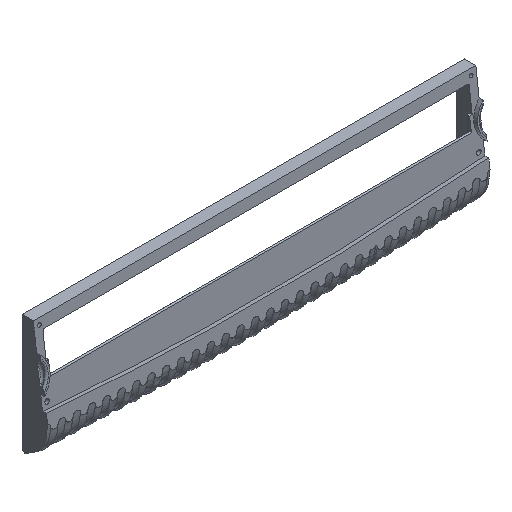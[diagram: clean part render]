
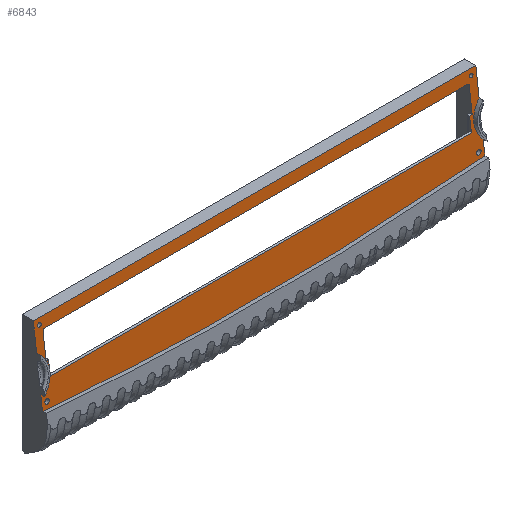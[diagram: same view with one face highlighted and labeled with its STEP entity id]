
A CAD part, isometric view. The second image highlights one B-rep face of the part: STEP entity #6843.
In plain terms, the highlighted planar face has unit normal (0, -0.993, 0.122).
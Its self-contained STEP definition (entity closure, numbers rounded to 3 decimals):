
#21=ELLIPSE('',#7245,1.511,1.5);
#22=ELLIPSE('',#7246,1.511,1.5);
#188=FACE_BOUND('',#985,.T.);
#189=FACE_BOUND('',#986,.T.);
#190=FACE_BOUND('',#987,.T.);
#191=FACE_BOUND('',#988,.T.);
#192=FACE_BOUND('',#989,.T.);
#270=CIRCLE('',#7247,1.45);
#271=CIRCLE('',#7248,1.45);
#272=CIRCLE('',#7249,1.75);
#273=CIRCLE('',#7250,1.75);
#453=PLANE('',#7244);
#614=FACE_OUTER_BOUND('',#984,.T.);
#984=EDGE_LOOP('',(#4854,#4855,#4856,#4857,#4858,#4859,#4860,#4861));
#985=EDGE_LOOP('',(#4862,#4863,#4864,#4865,#4866,#4867,#4868,#4869,#4870,
#4871));
#986=EDGE_LOOP('',(#4872));
#987=EDGE_LOOP('',(#4873));
#988=EDGE_LOOP('',(#4874));
#989=EDGE_LOOP('',(#4875));
#1381=LINE('',#11610,#1682);
#1384=LINE('',#11625,#1685);
#1385=LINE('',#11633,#1686);
#1386=LINE('',#11635,#1687);
#1387=LINE('',#11637,#1688);
#1388=LINE('',#11644,#1689);
#1389=LINE('',#11646,#1690);
#1390=LINE('',#11648,#1691);
#1391=LINE('',#11650,#1692);
#1392=LINE('',#11654,#1693);
#1393=LINE('',#11658,#1694);
#1394=LINE('',#11659,#1695);
#1682=VECTOR('',#7875,10.);
#1685=VECTOR('',#7880,10.);
#1686=VECTOR('',#7881,10.);
#1687=VECTOR('',#7882,10.);
#1688=VECTOR('',#7883,10.);
#1689=VECTOR('',#7884,10.);
#1690=VECTOR('',#7885,10.);
#1691=VECTOR('',#7886,10.);
#1692=VECTOR('',#7887,10.);
#1693=VECTOR('',#7890,10.);
#1694=VECTOR('',#7893,10.);
#1695=VECTOR('',#7894,10.);
#2043=B_SPLINE_CURVE_WITH_KNOTS('',3,(#11602,#11603,#11604,#11605,#11606,
#11607),.UNSPECIFIED.,.F.,.F.,(4,1,1,4),(-34.085,-24.346,-4.869,
0.),.UNSPECIFIED.);
#2044=B_SPLINE_CURVE_WITH_KNOTS('',3,(#11617,#11618,#11619,#11620,#11621,
#11622,#11623),.UNSPECIFIED.,.F.,.F.,(4,3,4),(0.001,0.5,
0.999),.UNSPECIFIED.);
#2045=B_SPLINE_CURVE_WITH_KNOTS('',4,(#11627,#11628,#11629,#11630,#11631),
 .UNSPECIFIED.,.F.,.F.,(5,5),(-0.989,-0.006),
 .UNSPECIFIED.);
#2046=B_SPLINE_CURVE_WITH_KNOTS('',4,(#11639,#11640,#11641,#11642,#11643),
 .UNSPECIFIED.,.F.,.F.,(5,5),(0.006,0.989),
 .UNSPECIFIED.);
#2710=VERTEX_POINT('',#11550);
#2711=VERTEX_POINT('',#11576);
#2712=VERTEX_POINT('',#11609);
#2714=VERTEX_POINT('',#11615);
#2715=VERTEX_POINT('',#11616);
#2716=VERTEX_POINT('',#11624);
#2717=VERTEX_POINT('',#11626);
#2718=VERTEX_POINT('',#11632);
#2719=VERTEX_POINT('',#11634);
#2720=VERTEX_POINT('',#11636);
#2721=VERTEX_POINT('',#11638);
#2722=VERTEX_POINT('',#11645);
#2723=VERTEX_POINT('',#11647);
#2724=VERTEX_POINT('',#11649);
#2725=VERTEX_POINT('',#11651);
#2726=VERTEX_POINT('',#11653);
#2727=VERTEX_POINT('',#11655);
#2728=VERTEX_POINT('',#11657);
#2729=VERTEX_POINT('',#11660);
#2730=VERTEX_POINT('',#11662);
#2731=VERTEX_POINT('',#11664);
#2732=VERTEX_POINT('',#11666);
#3560=EDGE_CURVE('',#2711,#2710,#2043,.T.);
#3561=EDGE_CURVE('',#2712,#2710,#1381,.T.);
#3564=EDGE_CURVE('',#2714,#2715,#2044,.T.);
#3565=EDGE_CURVE('',#2716,#2714,#1384,.T.);
#3566=EDGE_CURVE('',#2716,#2717,#2045,.T.);
#3567=EDGE_CURVE('',#2718,#2717,#1385,.T.);
#3568=EDGE_CURVE('',#2719,#2718,#1386,.T.);
#3569=EDGE_CURVE('',#2719,#2720,#1387,.T.);
#3570=EDGE_CURVE('',#2720,#2721,#2046,.T.);
#3571=EDGE_CURVE('',#2721,#2715,#1388,.T.);
#3572=EDGE_CURVE('',#2711,#2722,#1389,.T.);
#3573=EDGE_CURVE('',#2723,#2722,#1390,.T.);
#3574=EDGE_CURVE('',#2724,#2723,#1391,.T.);
#3575=EDGE_CURVE('',#2725,#2724,#21,.T.);
#3576=EDGE_CURVE('',#2725,#2726,#1392,.T.);
#3577=EDGE_CURVE('',#2726,#2727,#22,.T.);
#3578=EDGE_CURVE('',#2728,#2727,#1393,.T.);
#3579=EDGE_CURVE('',#2712,#2728,#1394,.T.);
#3580=EDGE_CURVE('',#2729,#2729,#270,.T.);
#3581=EDGE_CURVE('',#2730,#2730,#271,.T.);
#3582=EDGE_CURVE('',#2731,#2731,#272,.T.);
#3583=EDGE_CURVE('',#2732,#2732,#273,.T.);
#4854=ORIENTED_EDGE('',*,*,#3564,.F.);
#4855=ORIENTED_EDGE('',*,*,#3565,.F.);
#4856=ORIENTED_EDGE('',*,*,#3566,.T.);
#4857=ORIENTED_EDGE('',*,*,#3567,.F.);
#4858=ORIENTED_EDGE('',*,*,#3568,.F.);
#4859=ORIENTED_EDGE('',*,*,#3569,.T.);
#4860=ORIENTED_EDGE('',*,*,#3570,.T.);
#4861=ORIENTED_EDGE('',*,*,#3571,.T.);
#4862=ORIENTED_EDGE('',*,*,#3572,.T.);
#4863=ORIENTED_EDGE('',*,*,#3573,.F.);
#4864=ORIENTED_EDGE('',*,*,#3574,.F.);
#4865=ORIENTED_EDGE('',*,*,#3575,.F.);
#4866=ORIENTED_EDGE('',*,*,#3576,.T.);
#4867=ORIENTED_EDGE('',*,*,#3577,.T.);
#4868=ORIENTED_EDGE('',*,*,#3578,.F.);
#4869=ORIENTED_EDGE('',*,*,#3579,.F.);
#4870=ORIENTED_EDGE('',*,*,#3561,.T.);
#4871=ORIENTED_EDGE('',*,*,#3560,.F.);
#4872=ORIENTED_EDGE('',*,*,#3580,.T.);
#4873=ORIENTED_EDGE('',*,*,#3581,.T.);
#4874=ORIENTED_EDGE('',*,*,#3582,.T.);
#4875=ORIENTED_EDGE('',*,*,#3583,.T.);
#6843=ADVANCED_FACE('',(#614,#188,#189,#190,#191,#192),#453,.T.);
#7244=AXIS2_PLACEMENT_3D('',#11614,#7878,#7879);
#7245=AXIS2_PLACEMENT_3D('',#11652,#7888,#7889);
#7246=AXIS2_PLACEMENT_3D('',#11656,#7891,#7892);
#7247=AXIS2_PLACEMENT_3D('',#11661,#7895,#7896);
#7248=AXIS2_PLACEMENT_3D('',#11663,#7897,#7898);
#7249=AXIS2_PLACEMENT_3D('',#11665,#7899,#7900);
#7250=AXIS2_PLACEMENT_3D('',#11667,#7901,#7902);
#7875=DIRECTION('',(0.,-0.122,-0.993));
#7878=DIRECTION('center_axis',(0.,-0.993,
0.122));
#7879=DIRECTION('ref_axis',(1.,0.,0.));
#7880=DIRECTION('',(0.,-0.122,-0.993));
#7881=DIRECTION('',(0.,-0.122,-0.993));
#7882=DIRECTION('',(1.,0.,0.));
#7883=DIRECTION('',(0.,-0.122,-0.993));
#7884=DIRECTION('',(0.,-0.122,-0.993));
#7885=DIRECTION('',(0.,0.122,0.993));
#7886=DIRECTION('',(1.,0.,0.));
#7887=DIRECTION('',(0.,-0.122,-0.993));
#7888=DIRECTION('center_axis',(0.,-0.993,
0.122));
#7889=DIRECTION('ref_axis',(0.,0.122,0.993));
#7890=DIRECTION('',(1.,0.,0.));
#7891=DIRECTION('center_axis',(0.,0.993,-0.122));
#7892=DIRECTION('ref_axis',(0.,0.122,0.993));
#7893=DIRECTION('',(0.,0.122,0.993));
#7894=DIRECTION('',(1.,0.,0.));
#7895=DIRECTION('center_axis',(0.,0.993,-0.122));
#7896=DIRECTION('ref_axis',(0.,-0.122,-0.993));
#7897=DIRECTION('center_axis',(0.,0.993,-0.122));
#7898=DIRECTION('ref_axis',(0.,-0.122,-0.993));
#7899=DIRECTION('center_axis',(0.,0.993,-0.122));
#7900=DIRECTION('ref_axis',(0.,-0.122,-0.993));
#7901=DIRECTION('center_axis',(0.,0.993,-0.122));
#7902=DIRECTION('ref_axis',(0.,-0.122,-0.993));
#11550=CARTESIAN_POINT('',(341.875,-14.294,45.248));
#11576=CARTESIAN_POINT('',(1.025,-14.294,45.248));
#11602=CARTESIAN_POINT('Ctrl Pts',(1.025,-14.294,45.248));
#11603=CARTESIAN_POINT('Ctrl Pts',(33.497,-14.294,45.248));
#11604=CARTESIAN_POINT('Ctrl Pts',(130.861,-14.294,45.248));
#11605=CARTESIAN_POINT('Ctrl Pts',(244.498,-14.294,45.248));
#11606=CARTESIAN_POINT('Ctrl Pts',(325.639,-14.294,45.248));
#11607=CARTESIAN_POINT('Ctrl Pts',(341.875,-14.294,45.248));
#11609=CARTESIAN_POINT('',(341.875,-12.937,56.294));
#11610=CARTESIAN_POINT('',(341.875,-14.299,45.207));
#11614=CARTESIAN_POINT('Origin',(171.45,-13.444,52.166));
#11615=CARTESIAN_POINT('',(350.475,-16.668,25.912));
#11616=CARTESIAN_POINT('',(-7.575,-16.668,25.912));
#11617=CARTESIAN_POINT('Ctrl Pts',(350.475,-16.668,25.912));
#11618=CARTESIAN_POINT('Ctrl Pts',(290.801,-17.219,21.42));
#11619=CARTESIAN_POINT('Ctrl Pts',(231.126,-17.54,18.805));
#11620=CARTESIAN_POINT('Ctrl Pts',(171.451,-17.54,18.805));
#11621=CARTESIAN_POINT('Ctrl Pts',(111.775,-17.54,18.805));
#11622=CARTESIAN_POINT('Ctrl Pts',(52.1,-17.219,21.42));
#11623=CARTESIAN_POINT('Ctrl Pts',(-7.575,-16.668,
25.912));
#11624=CARTESIAN_POINT('',(350.475,-15.324,36.86));
#11625=CARTESIAN_POINT('',(350.475,-17.103,22.37));
#11626=CARTESIAN_POINT('',(350.475,-11.95,64.339));
#11627=CARTESIAN_POINT('Ctrl Pts',(350.475,-15.324,36.86));
#11628=CARTESIAN_POINT('Ctrl Pts',(346.1,-14.704,41.906));
#11629=CARTESIAN_POINT('Ctrl Pts',(342.818,-13.902,48.441));
#11630=CARTESIAN_POINT('Ctrl Pts',(342.886,-12.991,55.857));
#11631=CARTESIAN_POINT('Ctrl Pts',(350.475,-11.95,64.339));
#11632=CARTESIAN_POINT('',(350.475,-9.318,85.775));
#11633=CARTESIAN_POINT('',(350.475,-17.103,22.37));
#11634=CARTESIAN_POINT('',(-7.575,-9.318,85.775));
#11635=CARTESIAN_POINT('',(261.163,-9.318,85.775));
#11636=CARTESIAN_POINT('',(-7.575,-11.95,64.339));
#11637=CARTESIAN_POINT('',(-7.575,-14.399,44.393));
#11638=CARTESIAN_POINT('',(-7.575,-15.324,36.86));
#11639=CARTESIAN_POINT('Ctrl Pts',(-7.575,-11.95,64.339));
#11640=CARTESIAN_POINT('Ctrl Pts',(0.014,-12.991,
55.857));
#11641=CARTESIAN_POINT('Ctrl Pts',(0.082,-13.902,
48.441));
#11642=CARTESIAN_POINT('Ctrl Pts',(-3.2,-14.704,
41.906));
#11643=CARTESIAN_POINT('Ctrl Pts',(-7.575,-15.324,
36.86));
#11644=CARTESIAN_POINT('',(-7.575,-14.399,44.393));
#11645=CARTESIAN_POINT('',(1.025,-12.937,56.294));
#11646=CARTESIAN_POINT('',(1.025,-14.299,45.207));
#11647=CARTESIAN_POINT('',(-0.975,-12.937,56.294));
#11648=CARTESIAN_POINT('',(171.45,-12.937,56.294));
#11649=CARTESIAN_POINT('',(-0.975,-10.558,75.675));
#11650=CARTESIAN_POINT('',(-0.975,-11.832,65.298));
#11651=CARTESIAN_POINT('',(0.525,-10.374,77.175));
#11652=CARTESIAN_POINT('Origin',(0.525,-10.558,75.675));
#11653=CARTESIAN_POINT('',(342.375,-10.374,77.175));
#11654=CARTESIAN_POINT('',(257.663,-10.374,77.175));
#11655=CARTESIAN_POINT('',(343.875,-10.558,75.675));
#11656=CARTESIAN_POINT('Origin',(342.375,-10.558,75.675));
#11657=CARTESIAN_POINT('',(343.875,-12.937,56.294));
#11658=CARTESIAN_POINT('',(343.875,-16.558,26.803));
#11659=CARTESIAN_POINT('',(171.45,-12.937,56.294));
#11660=CARTESIAN_POINT('',(346.175,-9.713,82.558));
#11661=CARTESIAN_POINT('Origin',(346.175,-9.889,81.119));
#11662=CARTESIAN_POINT('',(-3.275,-9.713,82.558));
#11663=CARTESIAN_POINT('Origin',(-3.275,-9.889,81.119));
#11664=CARTESIAN_POINT('',(346.175,-15.892,32.23));
#11665=CARTESIAN_POINT('Origin',(346.175,-16.105,30.493));
#11666=CARTESIAN_POINT('',(-3.275,-15.892,32.23));
#11667=CARTESIAN_POINT('Origin',(-3.275,-16.105,30.493));
